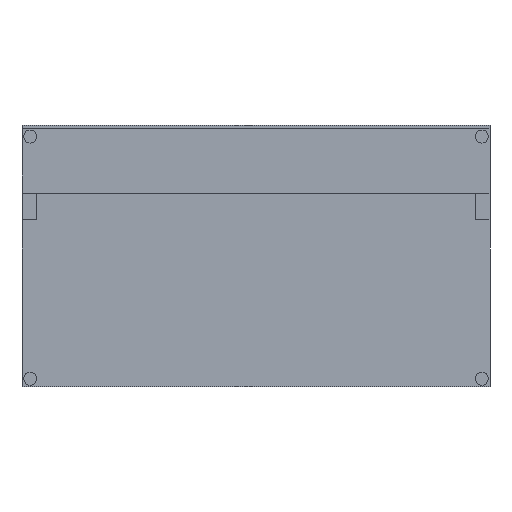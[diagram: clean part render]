
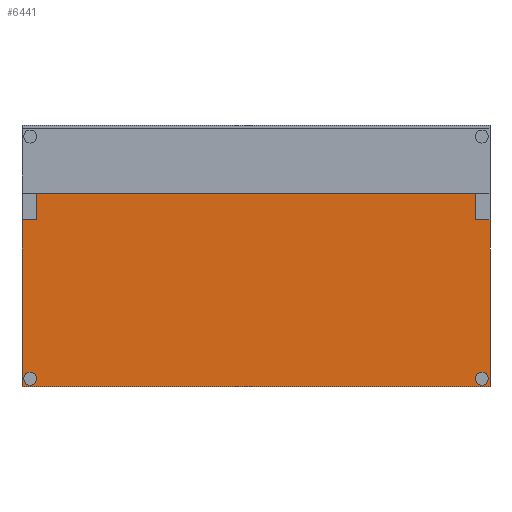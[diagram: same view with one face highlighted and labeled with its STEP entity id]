
A CAD part, front view. The second image highlights one B-rep face of the part: STEP entity #6441.
In plain terms, the highlighted planar face has unit normal (0, -1, 0).
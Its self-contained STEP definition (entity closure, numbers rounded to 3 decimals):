
#395=FACE_OUTER_BOUND('',#785,.T.);
#785=EDGE_LOOP('',(#4308,#4309,#4310,#4311,#4312,#4313,#4314,#4315));
#1193=LINE('',#9433,#1938);
#1196=LINE('',#9438,#1941);
#1199=LINE('',#9443,#1944);
#1200=LINE('',#9446,#1945);
#1203=LINE('',#9451,#1948);
#1204=LINE('',#9454,#1949);
#1206=LINE('',#9458,#1951);
#1208=LINE('',#9461,#1953);
#1938=VECTOR('',#7503,10.);
#1941=VECTOR('',#7508,10.);
#1944=VECTOR('',#7513,10.);
#1945=VECTOR('',#7516,10.);
#1948=VECTOR('',#7521,10.);
#1949=VECTOR('',#7524,10.);
#1951=VECTOR('',#7528,10.);
#1953=VECTOR('',#7532,10.);
#2677=VERTEX_POINT('',#9431);
#2678=VERTEX_POINT('',#9432);
#2679=VERTEX_POINT('',#9437);
#2680=VERTEX_POINT('',#9441);
#2681=VERTEX_POINT('',#9445);
#2682=VERTEX_POINT('',#9449);
#2683=VERTEX_POINT('',#9453);
#2684=VERTEX_POINT('',#9457);
#3319=EDGE_CURVE('',#2677,#2678,#1193,.T.);
#3322=EDGE_CURVE('',#2679,#2677,#1196,.T.);
#3325=EDGE_CURVE('',#2680,#2678,#1199,.T.);
#3326=EDGE_CURVE('',#2679,#2681,#1200,.T.);
#3329=EDGE_CURVE('',#2682,#2680,#1203,.T.);
#3330=EDGE_CURVE('',#2683,#2682,#1204,.T.);
#3332=EDGE_CURVE('',#2684,#2683,#1206,.T.);
#3334=EDGE_CURVE('',#2681,#2684,#1208,.T.);
#4308=ORIENTED_EDGE('',*,*,#3334,.F.);
#4309=ORIENTED_EDGE('',*,*,#3326,.F.);
#4310=ORIENTED_EDGE('',*,*,#3322,.T.);
#4311=ORIENTED_EDGE('',*,*,#3319,.T.);
#4312=ORIENTED_EDGE('',*,*,#3325,.F.);
#4313=ORIENTED_EDGE('',*,*,#3329,.F.);
#4314=ORIENTED_EDGE('',*,*,#3330,.F.);
#4315=ORIENTED_EDGE('',*,*,#3332,.F.);
#6133=PLANE('',#6890);
#6441=ADVANCED_FACE('',(#395),#6133,.F.);
#6890=AXIS2_PLACEMENT_3D('',#9462,#7533,#7534);
#7503=DIRECTION('',(-1.,0.,0.));
#7508=DIRECTION('',(0.,0.,1.));
#7513=DIRECTION('',(0.,0.,1.));
#7516=DIRECTION('',(1.,0.,0.));
#7521=DIRECTION('',(1.,0.,0.));
#7524=DIRECTION('',(0.,0.,1.));
#7528=DIRECTION('',(-1.,0.,0.));
#7532=DIRECTION('',(0.,0.,-1.));
#7533=DIRECTION('center_axis',(0.,1.,0.));
#7534=DIRECTION('ref_axis',(0.,0.,1.));
#9431=CARTESIAN_POINT('',(681.,0.,341.5));
#9432=CARTESIAN_POINT('',(-681.,0.,341.5));
#9433=CARTESIAN_POINT('',(-340.5,0.,341.5));
#9437=CARTESIAN_POINT('',(681.,0.,258.5));
#9438=CARTESIAN_POINT('',(681.,0.,258.5));
#9441=CARTESIAN_POINT('',(-681.,0.,258.5));
#9443=CARTESIAN_POINT('',(-681.,0.,258.5));
#9445=CARTESIAN_POINT('',(725.,0.,258.5));
#9446=CARTESIAN_POINT('',(-725.,0.,258.5));
#9449=CARTESIAN_POINT('',(-725.,0.,258.5));
#9451=CARTESIAN_POINT('',(-725.,0.,258.5));
#9453=CARTESIAN_POINT('',(-725.,0.,-258.5));
#9454=CARTESIAN_POINT('',(-725.,0.,-258.5));
#9457=CARTESIAN_POINT('',(725.,0.,-258.5));
#9458=CARTESIAN_POINT('',(725.,0.,-258.5));
#9461=CARTESIAN_POINT('',(725.,0.,258.5));
#9462=CARTESIAN_POINT('Origin',(0.,0.,0.));
